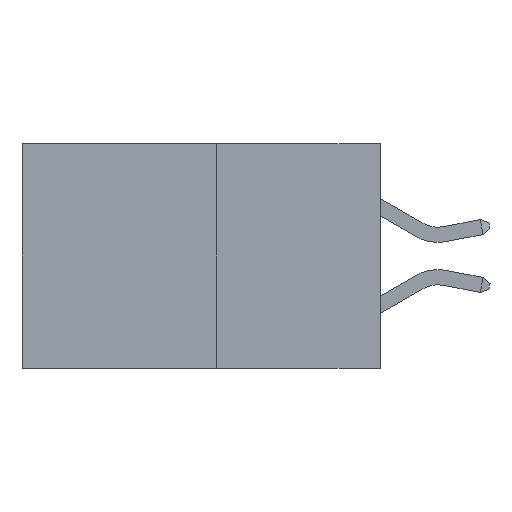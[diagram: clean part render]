
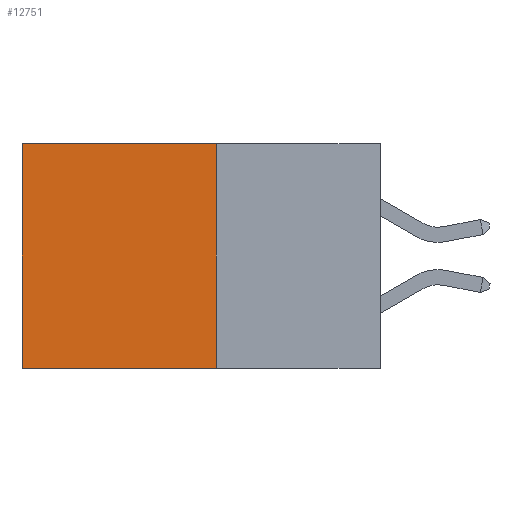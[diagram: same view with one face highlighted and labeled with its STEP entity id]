
A CAD part, left-side view. The second image highlights one B-rep face of the part: STEP entity #12751.
In plain terms, the highlighted planar face has unit normal (-1, 0, 0).
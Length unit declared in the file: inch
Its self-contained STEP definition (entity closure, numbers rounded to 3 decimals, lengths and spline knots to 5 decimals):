
#26 = VERTEX_POINT ( 'NONE', #6060 ) ;
#88 = VECTOR ( 'NONE', #5371, 39.37008 ) ;
#170 = EDGE_CURVE ( 'NONE', #13286, #12080, #13718, .T. ) ;
#245 = VECTOR ( 'NONE', #8378, 39.37008 ) ;
#456 = CARTESIAN_POINT ( 'NONE',  ( 0.277, 0.27, -0.37 ) ) ;
#575 = FACE_OUTER_BOUND ( 'NONE', #8231, .T. ) ;
#598 = VECTOR ( 'NONE', #9528, 39.37008 ) ;
#806 = EDGE_CURVE ( 'NONE', #13286, #26, #9267, .T. ) ;
#899 = ORIENTED_EDGE ( 'NONE', *, *, #1843, .T. ) ;
#1034 = LINE ( 'NONE', #7862, #9359 ) ;
#1669 = DIRECTION ( 'NONE',  ( 0., 0., -1. ) ) ;
#1843 = EDGE_CURVE ( 'NONE', #26, #7410, #3111, .T. ) ;
#3111 = LINE ( 'NONE', #8538, #245 ) ;
#3783 = PLANE ( 'NONE',  #6321 ) ;
#4462 = ORIENTED_EDGE ( 'NONE', *, *, #806, .T. ) ;
#5162 = CARTESIAN_POINT ( 'NONE',  ( 0.277, 0.59, -0.37 ) ) ;
#5363 = CARTESIAN_POINT ( 'NONE',  ( 0.277, 0.27, -0.37 ) ) ;
#5371 = DIRECTION ( 'NONE',  ( 0., 0., -1. ) ) ;
#6060 = CARTESIAN_POINT ( 'NONE',  ( 0.277, 0.59, 0. ) ) ;
#6321 = AXIS2_PLACEMENT_3D ( 'NONE', #10358, #8175, #1669 ) ;
#7318 = CARTESIAN_POINT ( 'NONE',  ( 0.277, 0.27, 0. ) ) ;
#7410 = VERTEX_POINT ( 'NONE', #5162 ) ;
#7777 = CARTESIAN_POINT ( 'NONE',  ( 0.277, 0.27, 0. ) ) ;
#7862 = CARTESIAN_POINT ( 'NONE',  ( 0.277, 0.27, -0.37 ) ) ;
#8175 = DIRECTION ( 'NONE',  ( 1., 0., 0. ) ) ;
#8231 = EDGE_LOOP ( 'NONE', ( #899, #9589, #12763, #4462 ) ) ;
#8378 = DIRECTION ( 'NONE',  ( 0., 0., -1. ) ) ;
#8538 = CARTESIAN_POINT ( 'NONE',  ( 0.277, 0.59, -0.37 ) ) ;
#8949 = DIRECTION ( 'NONE',  ( 0., 1., 0. ) ) ;
#9267 = LINE ( 'NONE', #7777, #598 ) ;
#9359 = VECTOR ( 'NONE', #8949, 39.37008 ) ;
#9528 = DIRECTION ( 'NONE',  ( 0., 1., 0. ) ) ;
#9589 = ORIENTED_EDGE ( 'NONE', *, *, #9713, .F. ) ;
#9713 = EDGE_CURVE ( 'NONE', #12080, #7410, #1034, .T. ) ;
#10358 = CARTESIAN_POINT ( 'NONE',  ( 0.277, 0.27, -0.37 ) ) ;
#12080 = VERTEX_POINT ( 'NONE', #456 ) ;
#12751 = ADVANCED_FACE ( 'NONE', ( #575 ), #3783, .F. ) ;
#12763 = ORIENTED_EDGE ( 'NONE', *, *, #170, .F. ) ;
#13286 = VERTEX_POINT ( 'NONE', #7318 ) ;
#13718 = LINE ( 'NONE', #5363, #88 ) ;
